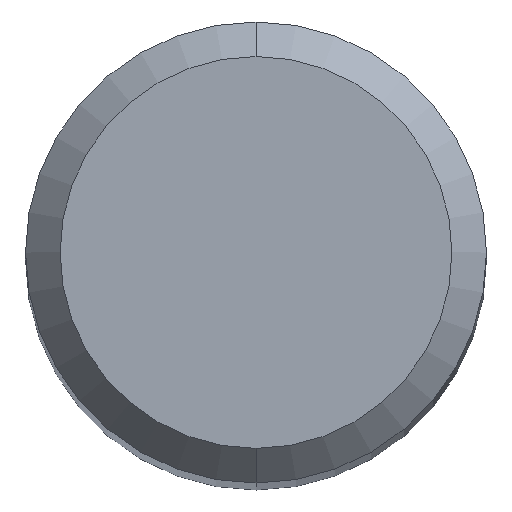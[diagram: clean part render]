
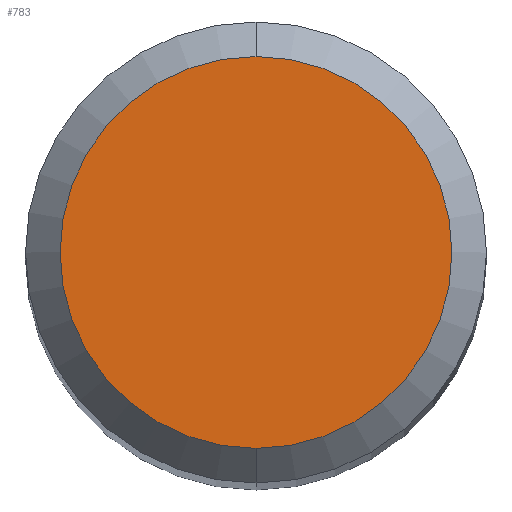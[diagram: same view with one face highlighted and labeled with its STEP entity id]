
A CAD part, top view. The second image highlights one B-rep face of the part: STEP entity #783.
In plain terms, the highlighted planar face has unit normal (0, 0, 1).
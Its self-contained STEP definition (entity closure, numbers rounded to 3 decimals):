
#647=EDGE_CURVE('',#767,#1065,#1491,.T.);
#767=VERTEX_POINT('',#1622);
#783=ADVANCED_FACE('',(#1641),#1642,.T.);
#1065=VERTEX_POINT('',#1952);
#1237=EDGE_CURVE('',#1065,#767,#2136,.T.);
#1491=CIRCLE('',#3463,1.7);
#1622=CARTESIAN_POINT('',(0.,-1.7,0.0));
#1641=FACE_OUTER_BOUND('',#4174,.T.);
#1642=PLANE('',#4175);
#1952=CARTESIAN_POINT('',(0.0,1.7,0.0));
#2136=CIRCLE('',#6086,1.7);
#3463=AXIS2_PLACEMENT_3D('',#6298,#6299,#6300);
#4174=EDGE_LOOP('',(#6477,#6478));
#4175=AXIS2_PLACEMENT_3D('',#6479,#6480,#6481);
#6086=AXIS2_PLACEMENT_3D('',#7060,#7061,#7062);
#6298=CARTESIAN_POINT('',(0.0,0.0,0.0));
#6299=DIRECTION('',(0.0,0.0,-1.0));
#6300=DIRECTION('',(0.0,1.0,0.0));
#6477=ORIENTED_EDGE('',*,*,#1237,.F.);
#6478=ORIENTED_EDGE('',*,*,#647,.F.);
#6479=CARTESIAN_POINT('',(0.0,0.85,0.0));
#6480=DIRECTION('',(-0.0,0.0,1.0));
#6481=DIRECTION('',(0.0,-1.0,0.0));
#7060=CARTESIAN_POINT('',(0.0,0.0,0.0));
#7061=DIRECTION('',(0.0,0.0,-1.0));
#7062=DIRECTION('',(0.0,1.0,0.0));
